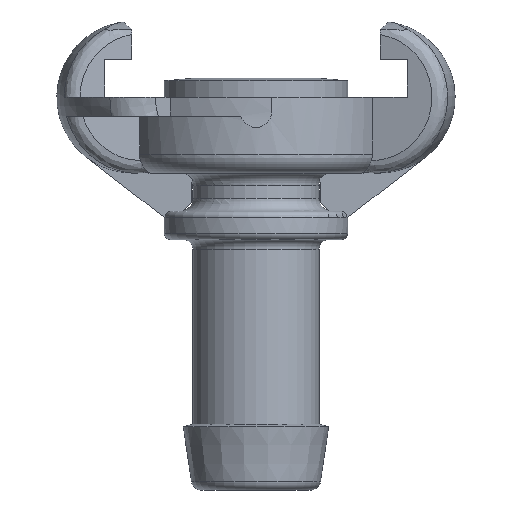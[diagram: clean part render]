
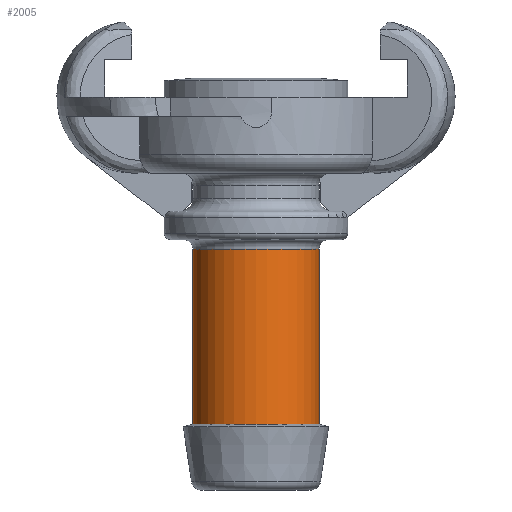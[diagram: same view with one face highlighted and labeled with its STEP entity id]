
A CAD part, front view. The second image highlights one B-rep face of the part: STEP entity #2005.
In plain terms, the highlighted cylindrical face has radius 10 mm (diameter 20 mm), a full revolution.
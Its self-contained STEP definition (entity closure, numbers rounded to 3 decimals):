
#245=FACE_OUTER_BOUND('',#346,.T.);
#346=EDGE_LOOP('',(#1486,#1487,#1488,#1489,#1490,#1491));
#467=LINE('',#3354,#572);
#572=VECTOR('',#2580,10.);
#673=CIRCLE('',#2222,10.);
#675=CIRCLE('',#2224,10.);
#676=CIRCLE('',#2226,10.);
#677=CIRCLE('',#2227,10.);
#828=VERTEX_POINT('',#3347);
#829=VERTEX_POINT('',#3348);
#830=VERTEX_POINT('',#3353);
#831=VERTEX_POINT('',#3355);
#1076=EDGE_CURVE('',#828,#829,#673,.T.);
#1078=EDGE_CURVE('',#829,#828,#675,.T.);
#1079=EDGE_CURVE('',#829,#830,#467,.T.);
#1080=EDGE_CURVE('',#830,#831,#676,.T.);
#1081=EDGE_CURVE('',#831,#830,#677,.T.);
#1486=ORIENTED_EDGE('',*,*,#1076,.F.);
#1487=ORIENTED_EDGE('',*,*,#1078,.F.);
#1488=ORIENTED_EDGE('',*,*,#1079,.T.);
#1489=ORIENTED_EDGE('',*,*,#1080,.T.);
#1490=ORIENTED_EDGE('',*,*,#1081,.T.);
#1491=ORIENTED_EDGE('',*,*,#1079,.F.);
#1853=CYLINDRICAL_SURFACE('',#2225,10.);
#2005=ADVANCED_FACE('',(#245),#1853,.T.);
#2222=AXIS2_PLACEMENT_3D('',#3349,#2572,#2573);
#2224=AXIS2_PLACEMENT_3D('',#3351,#2576,#2577);
#2225=AXIS2_PLACEMENT_3D('',#3352,#2578,#2579);
#2226=AXIS2_PLACEMENT_3D('',#3356,#2581,#2582);
#2227=AXIS2_PLACEMENT_3D('',#3357,#2583,#2584);
#2572=DIRECTION('center_axis',(0.,0.,1.));
#2573=DIRECTION('ref_axis',(-1.,0.,0.));
#2576=DIRECTION('center_axis',(0.,0.,1.));
#2577=DIRECTION('ref_axis',(-1.,0.,0.));
#2578=DIRECTION('center_axis',(0.,0.,1.));
#2579=DIRECTION('ref_axis',(1.,0.,0.));
#2580=DIRECTION('',(0.,0.,-1.));
#2581=DIRECTION('center_axis',(0.,0.,1.));
#2582=DIRECTION('ref_axis',(1.,0.,0.));
#2583=DIRECTION('center_axis',(0.,0.,1.));
#2584=DIRECTION('ref_axis',(1.,0.,0.));
#3347=CARTESIAN_POINT('',(10.,0.,-24.));
#3348=CARTESIAN_POINT('',(-10.,0.,-24.));
#3349=CARTESIAN_POINT('Origin',(0.,0.,-24.));
#3351=CARTESIAN_POINT('Origin',(0.,0.,-24.));
#3352=CARTESIAN_POINT('Origin',(0.,0.,-37.096));
#3353=CARTESIAN_POINT('',(-10.,0.,-51.692));
#3354=CARTESIAN_POINT('',(-10.,0.,-37.096));
#3355=CARTESIAN_POINT('',(10.,0.,-51.692));
#3356=CARTESIAN_POINT('Origin',(0.,0.,-51.692));
#3357=CARTESIAN_POINT('Origin',(0.,0.,-51.692));
